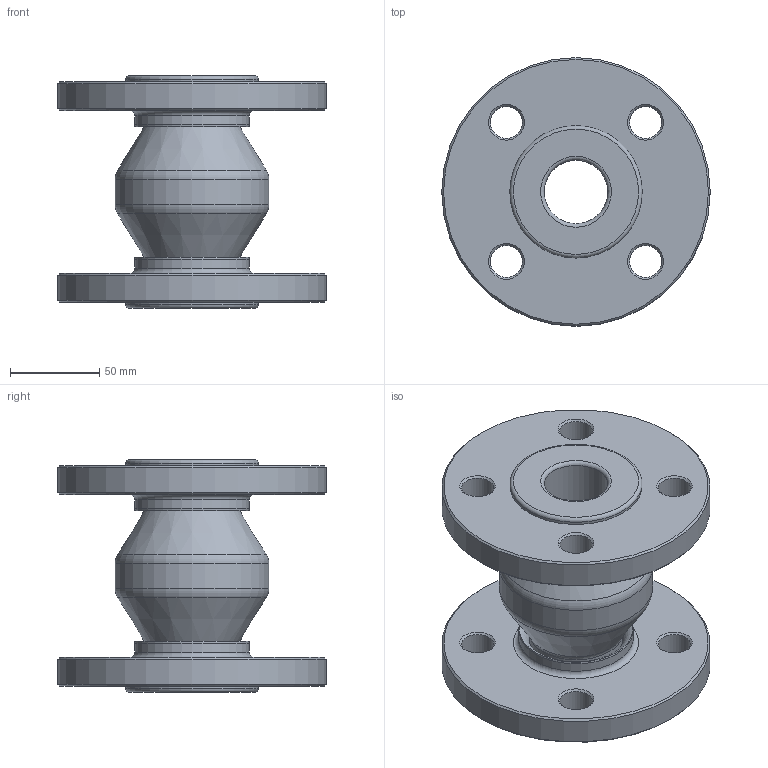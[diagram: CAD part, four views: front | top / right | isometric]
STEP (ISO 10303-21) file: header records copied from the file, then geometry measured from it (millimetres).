
FILE_DESCRIPTION(/* description */ (''),/* implementation_level */ '2;1');
FILE_NAME(/* name */ 'G_0040_130_010_HKS-R.stp',/* time_stamp */ '2022-07-04T15:22:46+02:00',/* author */ ('TKopatzki'),/* organization */ (''),/* preprocessor_version */ 'ST-DEVELOPER v19',/* originating_system */ 'Autodesk Inventor 2023',/* authorisation */ '');
FILE_SCHEMA (('AUTOMOTIVE_DESIGN { 1 0 10303 214 3 1 1 }'));
Length unit declared in the file: millimetre
Products named in the file (3): GK_R_DN40_Kompensator; GK_R_DN40_Balg; GK_R_DN_40_Flansch_rund
Assembly tree (3 placements, depth 2):
  GK_R_DN40_Kompensator
    GK_R_DN40_Balg
    GK_R_DN_40_Flansch_rund  x2
Bounding box: 150 x 150 x 130 mm (x, y, z)
Volume: 680566.4 mm3; surface area: 155672.3 mm2
Topology: 3 solids, 3 shells, 94 faces, 232 edges, 148 vertices
Faces by surface type: torus 32, cylinder 28, cone 24, plane 10
Full cylindrical faces by diameter (mm): 18 x8, 35.6 x2, 52 x4, 60 x4, 64 x2, 70 x1, 74 x4, 86 x1, 150 x2
Entity records: 2204 total; most frequent: DIRECTION 439, CARTESIAN_POINT 342, ORIENTED_EDGE 328, AXIS2_PLACEMENT_3D 203, EDGE_CURVE 164, CIRCLE 131, VERTEX_POINT 106, EDGE_LOOP 80
